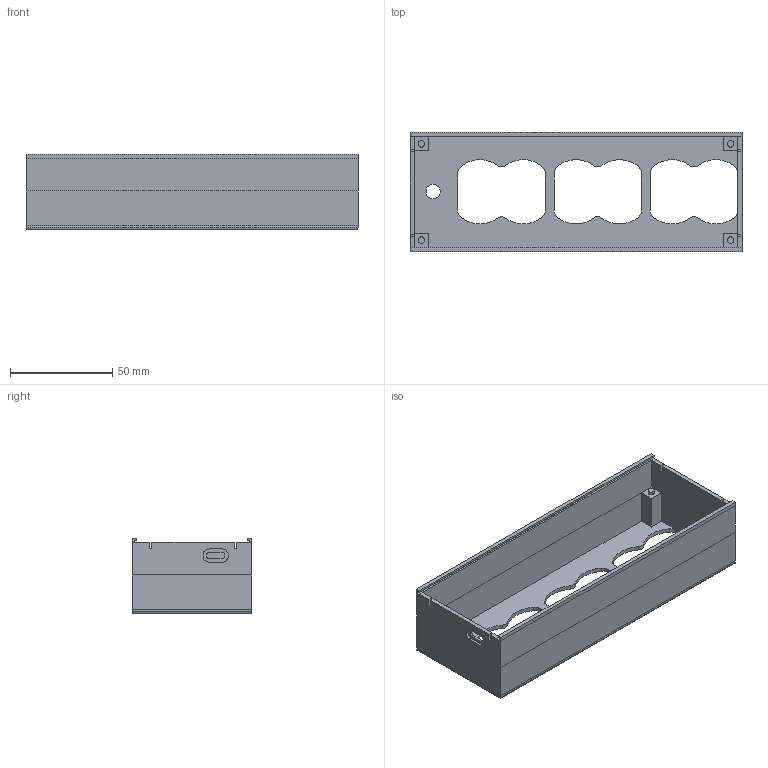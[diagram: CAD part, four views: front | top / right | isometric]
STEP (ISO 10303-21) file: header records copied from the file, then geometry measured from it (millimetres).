
FILE_DESCRIPTION(('FreeCAD Model'),'2;1');
FILE_NAME('Open CASCADE Shape Model','2023-06-13T00:36:24',('Author'),( ''),'Open CASCADE STEP processor 7.6','FreeCAD','Unknown');
FILE_SCHEMA(('AUTOMOTIVE_DESIGN { 1 0 10303 214 1 1 1 1 }'));
Length unit declared in the file: millimetre
Products named in the file (1): Body
Bounding box: 162.2 x 58.2 x 37 mm (x, y, z)
Volume: 44190.2 mm3; surface area: 43659.9 mm2
Topology: 1 solids, 1 shells, 136 faces, 355 edges, 226 vertices
Faces by surface type: plane 89, cylinder 47
Full cylindrical faces by diameter (mm): 3.15 x4, 7.035 x1
Entity records: 9040 total; most frequent: CARTESIAN_POINT 1904, DIRECTION 1351, LINE 881, VECTOR 881, ORIENTED_EDGE 710, PCURVE 710, DEFINITIONAL_REPRESENTATION 710, EDGE_CURVE 355
